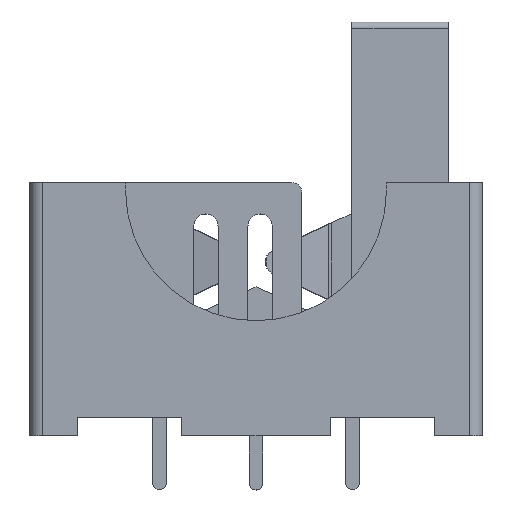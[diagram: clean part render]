
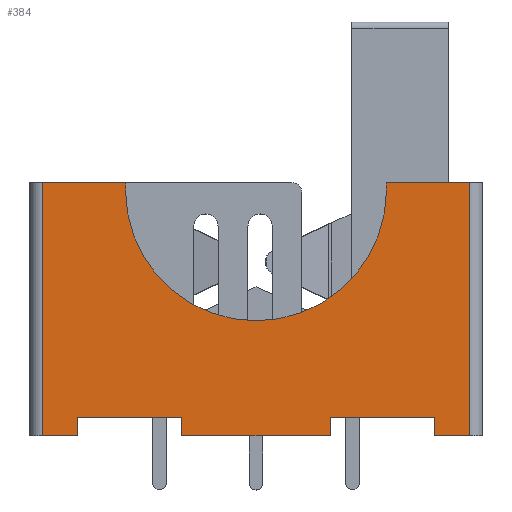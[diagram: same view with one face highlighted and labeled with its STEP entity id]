
A CAD part, top view. The second image highlights one B-rep face of the part: STEP entity #384.
In plain terms, the highlighted planar face has unit normal (0, 0, 1).
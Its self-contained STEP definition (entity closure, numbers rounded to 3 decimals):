
#32 = ORIENTED_EDGE ( 'NONE', *, *, #4657, .F. ) ;
#34 = LINE ( 'NONE', #2239, #3212 ) ;
#134 = CARTESIAN_POINT ( 'NONE',  ( 0., 12.7, 2.9 ) ) ;
#141 = EDGE_CURVE ( 'NONE', #1947, #2829, #880, .T. ) ;
#219 = DIRECTION ( 'NONE',  ( 1., 0., 0. ) ) ;
#259 = VERTEX_POINT ( 'NONE', #1038 ) ;
#261 = EDGE_CURVE ( 'NONE', #1525, #1510, #34, .T. ) ;
#279 = LINE ( 'NONE', #2342, #4460 ) ;
#315 = CARTESIAN_POINT ( 'NONE',  ( 0., 12.7, 2.9 ) ) ;
#336 = DIRECTION ( 'NONE',  ( 0., -1., 0. ) ) ;
#343 = VECTOR ( 'NONE', #1447, 1000. ) ;
#363 = DIRECTION ( 'NONE',  ( 1., 0., 0. ) ) ;
#384 = ADVANCED_FACE ( 'NONE', ( #5300 ), #4788, .F. ) ;
#390 = CARTESIAN_POINT ( 'NONE',  ( -9.235, 0.96, 2.9 ) ) ;
#396 = EDGE_CURVE ( 'NONE', #1359, #259, #700, .T. ) ;
#403 = CARTESIAN_POINT ( 'NONE',  ( -6.738, 13.1, 2.9 ) ) ;
#421 = CARTESIAN_POINT ( 'NONE',  ( -3.835, 0.96, 2.9 ) ) ;
#434 = VERTEX_POINT ( 'NONE', #421 ) ;
#496 = VERTEX_POINT ( 'NONE', #403 ) ;
#505 = VERTEX_POINT ( 'NONE', #4489 ) ;
#611 = LINE ( 'NONE', #1822, #3499 ) ;
#696 = CARTESIAN_POINT ( 'NONE',  ( 6.738, 13.1, 2.9 ) ) ;
#700 = LINE ( 'NONE', #3208, #3005 ) ;
#742 = EDGE_LOOP ( 'NONE', ( #1141, #2009, #910, #1149, #2095, #2838, #32, #2054, #4084, #2413, #2672, #2188, #4294, #3550, #1240, #3415 ) ) ;
#763 = LINE ( 'NONE', #1144, #1331 ) ;
#880 = LINE ( 'NONE', #1749, #1852 ) ;
#881 = LINE ( 'NONE', #4517, #1151 ) ;
#910 = ORIENTED_EDGE ( 'NONE', *, *, #2275, .F. ) ;
#974 = DIRECTION ( 'NONE',  ( 1., 0., 0. ) ) ;
#1011 = CIRCLE ( 'NONE', #1721, 6.75 ) ;
#1022 = CARTESIAN_POINT ( 'NONE',  ( 0., 12.7, 2.9 ) ) ;
#1038 = CARTESIAN_POINT ( 'NONE',  ( -11.06, 0., 2.9 ) ) ;
#1106 = CARTESIAN_POINT ( 'NONE',  ( 6.75, 12.7, 2.9 ) ) ;
#1122 = DIRECTION ( 'NONE',  ( 0., 1., 0. ) ) ;
#1138 = EDGE_CURVE ( 'NONE', #2377, #3160, #2424, .T. ) ;
#1141 = ORIENTED_EDGE ( 'NONE', *, *, #4881, .T. ) ;
#1144 = CARTESIAN_POINT ( 'NONE',  ( 9.235, 0., 2.9 ) ) ;
#1149 = ORIENTED_EDGE ( 'NONE', *, *, #4555, .F. ) ;
#1151 = VECTOR ( 'NONE', #3637, 1000. ) ;
#1240 = ORIENTED_EDGE ( 'NONE', *, *, #3585, .F. ) ;
#1305 = CARTESIAN_POINT ( 'NONE',  ( 3.835, 0.96, 2.9 ) ) ;
#1331 = VECTOR ( 'NONE', #1122, 1000. ) ;
#1359 = VERTEX_POINT ( 'NONE', #4031 ) ;
#1360 = EDGE_CURVE ( 'NONE', #1769, #2829, #2034, .T. ) ;
#1447 = DIRECTION ( 'NONE',  ( 1., 0., 0. ) ) ;
#1510 = VERTEX_POINT ( 'NONE', #2502 ) ;
#1525 = VERTEX_POINT ( 'NONE', #390 ) ;
#1536 = DIRECTION ( 'NONE',  ( -1., 0., 0. ) ) ;
#1564 = LINE ( 'NONE', #3858, #343 ) ;
#1595 = CARTESIAN_POINT ( 'NONE',  ( 11.06, 13.1, 2.9 ) ) ;
#1599 = DIRECTION ( 'NONE',  ( 0., -1., 0. ) ) ;
#1702 = CARTESIAN_POINT ( 'NONE',  ( -3.835, 0., 2.9 ) ) ;
#1721 = AXIS2_PLACEMENT_3D ( 'NONE', #315, #3976, #4778 ) ;
#1749 = CARTESIAN_POINT ( 'NONE',  ( -11.06, 0., 2.9 ) ) ;
#1769 = VERTEX_POINT ( 'NONE', #2625 ) ;
#1772 = VECTOR ( 'NONE', #363, 1000. ) ;
#1822 = CARTESIAN_POINT ( 'NONE',  ( 9.235, 0.96, 2.9 ) ) ;
#1829 = DIRECTION ( 'NONE',  ( 1., 0., 0. ) ) ;
#1852 = VECTOR ( 'NONE', #974, 1000. ) ;
#1947 = VERTEX_POINT ( 'NONE', #2357 ) ;
#2009 = ORIENTED_EDGE ( 'NONE', *, *, #261, .F. ) ;
#2034 = LINE ( 'NONE', #1595, #2361 ) ;
#2044 = VECTOR ( 'NONE', #3127, 1000. ) ;
#2054 = ORIENTED_EDGE ( 'NONE', *, *, #3125, .F. ) ;
#2095 = ORIENTED_EDGE ( 'NONE', *, *, #2187, .T. ) ;
#2187 = EDGE_CURVE ( 'NONE', #5286, #4248, #1564, .T. ) ;
#2188 = ORIENTED_EDGE ( 'NONE', *, *, #1138, .F. ) ;
#2239 = CARTESIAN_POINT ( 'NONE',  ( -9.235, 0., 2.9 ) ) ;
#2269 = DIRECTION ( 'NONE',  ( 0., 1., 0. ) ) ;
#2275 = EDGE_CURVE ( 'NONE', #434, #1525, #279, .T. ) ;
#2342 = CARTESIAN_POINT ( 'NONE',  ( -9.235, 0.96, 2.9 ) ) ;
#2357 = CARTESIAN_POINT ( 'NONE',  ( 9.235, 0., 2.9 ) ) ;
#2361 = VECTOR ( 'NONE', #336, 1000. ) ;
#2377 = VERTEX_POINT ( 'NONE', #1106 ) ;
#2388 = CARTESIAN_POINT ( 'NONE',  ( -11.06, 13.1, 2.9 ) ) ;
#2413 = ORIENTED_EDGE ( 'NONE', *, *, #1360, .F. ) ;
#2424 = CIRCLE ( 'NONE', #3831, 6.75 ) ;
#2502 = CARTESIAN_POINT ( 'NONE',  ( -9.235, 0., 2.9 ) ) ;
#2625 = CARTESIAN_POINT ( 'NONE',  ( 11.06, 13.1, 2.9 ) ) ;
#2635 = DIRECTION ( 'NONE',  ( 0., 0., 1. ) ) ;
#2666 = EDGE_CURVE ( 'NONE', #496, #2751, #5128, .T. ) ;
#2672 = ORIENTED_EDGE ( 'NONE', *, *, #4172, .F. ) ;
#2674 = LINE ( 'NONE', #2695, #3688 ) ;
#2695 = CARTESIAN_POINT ( 'NONE',  ( -3.835, 0., 2.9 ) ) ;
#2751 = VERTEX_POINT ( 'NONE', #3869 ) ;
#2761 = DIRECTION ( 'NONE',  ( 0., 0., -1. ) ) ;
#2807 = VECTOR ( 'NONE', #219, 1000. ) ;
#2829 = VERTEX_POINT ( 'NONE', #3256 ) ;
#2838 = ORIENTED_EDGE ( 'NONE', *, *, #3277, .F. ) ;
#3005 = VECTOR ( 'NONE', #1599, 1000. ) ;
#3103 = DIRECTION ( 'NONE',  ( 1., 0., 0. ) ) ;
#3117 = DIRECTION ( 'NONE',  ( 0., 0., 1. ) ) ;
#3125 = EDGE_CURVE ( 'NONE', #1947, #505, #763, .T. ) ;
#3127 = DIRECTION ( 'NONE',  ( 1., 0., 0. ) ) ;
#3154 = CARTESIAN_POINT ( 'NONE',  ( -11.06, 13.1, 2.9 ) ) ;
#3160 = VERTEX_POINT ( 'NONE', #696 ) ;
#3178 = CARTESIAN_POINT ( 'NONE',  ( 3.835, 0., 2.9 ) ) ;
#3208 = CARTESIAN_POINT ( 'NONE',  ( -11.06, 13.1, 2.9 ) ) ;
#3212 = VECTOR ( 'NONE', #4318, 1000. ) ;
#3249 = LINE ( 'NONE', #3455, #2807 ) ;
#3256 = CARTESIAN_POINT ( 'NONE',  ( 11.06, 0., 2.9 ) ) ;
#3277 = EDGE_CURVE ( 'NONE', #3347, #4248, #881, .T. ) ;
#3347 = VERTEX_POINT ( 'NONE', #1305 ) ;
#3415 = ORIENTED_EDGE ( 'NONE', *, *, #396, .T. ) ;
#3455 = CARTESIAN_POINT ( 'NONE',  ( -11.06, 13.1, 2.9 ) ) ;
#3499 = VECTOR ( 'NONE', #5087, 1000. ) ;
#3550 = ORIENTED_EDGE ( 'NONE', *, *, #2666, .F. ) ;
#3585 = EDGE_CURVE ( 'NONE', #1359, #496, #4292, .T. ) ;
#3596 = AXIS2_PLACEMENT_3D ( 'NONE', #1022, #3117, #3103 ) ;
#3637 = DIRECTION ( 'NONE',  ( 0., -1., 0. ) ) ;
#3688 = VECTOR ( 'NONE', #2269, 1000. ) ;
#3831 = AXIS2_PLACEMENT_3D ( 'NONE', #134, #2635, #1829 ) ;
#3858 = CARTESIAN_POINT ( 'NONE',  ( -11.06, 0., 2.9 ) ) ;
#3869 = CARTESIAN_POINT ( 'NONE',  ( -6.75, 12.7, 2.9 ) ) ;
#3976 = DIRECTION ( 'NONE',  ( 0., 0., 1. ) ) ;
#3986 = DIRECTION ( 'NONE',  ( -1., 0., 0. ) ) ;
#4031 = CARTESIAN_POINT ( 'NONE',  ( -11.06, 13.1, 2.9 ) ) ;
#4084 = ORIENTED_EDGE ( 'NONE', *, *, #141, .T. ) ;
#4116 = CARTESIAN_POINT ( 'NONE',  ( -11.06, 0., 2.9 ) ) ;
#4172 = EDGE_CURVE ( 'NONE', #3160, #1769, #3249, .T. ) ;
#4248 = VERTEX_POINT ( 'NONE', #3178 ) ;
#4249 = EDGE_CURVE ( 'NONE', #2751, #2377, #1011, .T. ) ;
#4292 = LINE ( 'NONE', #3154, #2044 ) ;
#4294 = ORIENTED_EDGE ( 'NONE', *, *, #4249, .F. ) ;
#4318 = DIRECTION ( 'NONE',  ( 0., -1., 0. ) ) ;
#4460 = VECTOR ( 'NONE', #1536, 1000. ) ;
#4489 = CARTESIAN_POINT ( 'NONE',  ( 9.235, 0.96, 2.9 ) ) ;
#4517 = CARTESIAN_POINT ( 'NONE',  ( 3.835, 0., 2.9 ) ) ;
#4555 = EDGE_CURVE ( 'NONE', #5286, #434, #2674, .T. ) ;
#4657 = EDGE_CURVE ( 'NONE', #505, #3347, #611, .T. ) ;
#4778 = DIRECTION ( 'NONE',  ( 1., 0., 0. ) ) ;
#4788 = PLANE ( 'NONE',  #5310 ) ;
#4881 = EDGE_CURVE ( 'NONE', #259, #1510, #5086, .T. ) ;
#5086 = LINE ( 'NONE', #4116, #1772 ) ;
#5087 = DIRECTION ( 'NONE',  ( -1., 0., 0. ) ) ;
#5128 = CIRCLE ( 'NONE', #3596, 6.75 ) ;
#5286 = VERTEX_POINT ( 'NONE', #1702 ) ;
#5300 = FACE_OUTER_BOUND ( 'NONE', #742, .T. ) ;
#5310 = AXIS2_PLACEMENT_3D ( 'NONE', #2388, #2761, #3986 ) ;
